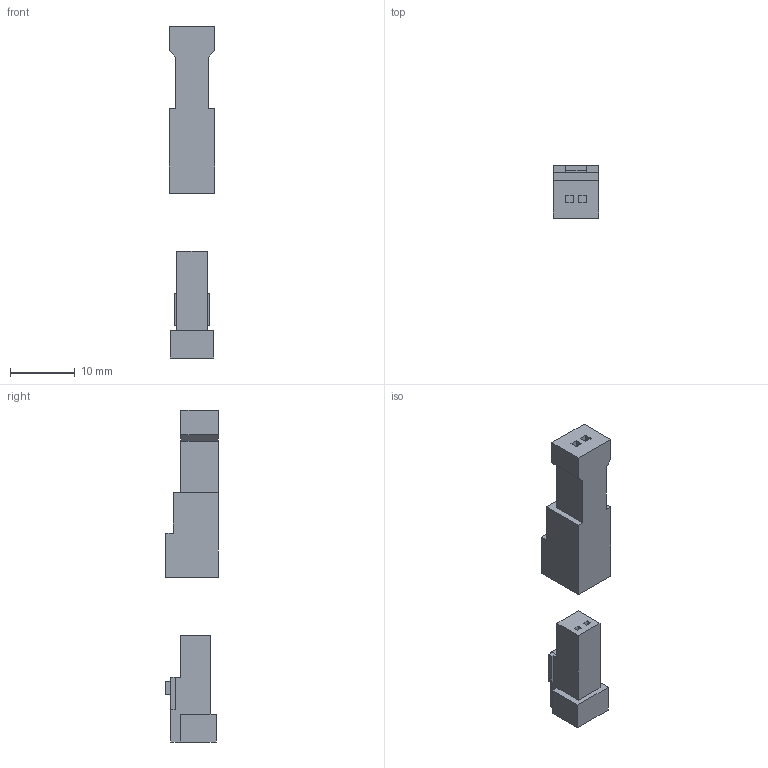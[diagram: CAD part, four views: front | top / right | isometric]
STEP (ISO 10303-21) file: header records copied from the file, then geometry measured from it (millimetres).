
FILE_DESCRIPTION(/* description */ ('STEP AP214'),/* implementation_level */ '2;1');
FILE_NAME(/* name */ 'Water proof connector.step',/* time_stamp */ '2024-10-04T00:36:11+06:00',/* author */ (''),/* organization */ (''),/* preprocessor_version */ 'ST-DEVELOPER v20',/* originating_system */ 'Autodesk Translation Framework v13.20.0.188',/* authorisation */ '');
FILE_SCHEMA (('AUTOMOTIVE_DESIGN { 1 0 10303 214 3 1 1 }'));
Length unit declared in the file: millimetre
Products named in the file (2): 02R-JWPF-VSLE-S; 02T-JWPF-VSLE-S
Assembly tree (1 placements, depth 2):
  02R-JWPF-VSLE-S
    02T-JWPF-VSLE-S
Bounding box: 7 x 8.17 x 51.2 mm (x, y, z)
Volume: 1270.1 mm3; surface area: 1604.3 mm2
Topology: 2 solids, 2 shells, 101 faces, 270 edges, 180 vertices
Faces by surface type: plane 101
Entity records: 3250 total; most frequent: CARTESIAN_POINT 554, ORIENTED_EDGE 540, DIRECTION 478, LINE 270, VECTOR 270, EDGE_CURVE 270, VERTEX_POINT 180, EDGE_LOOP 110
